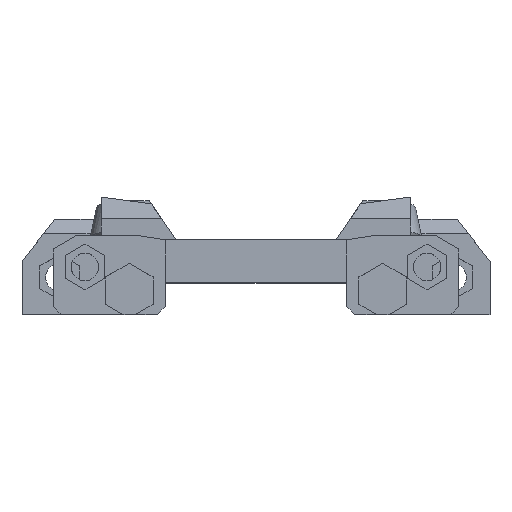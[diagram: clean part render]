
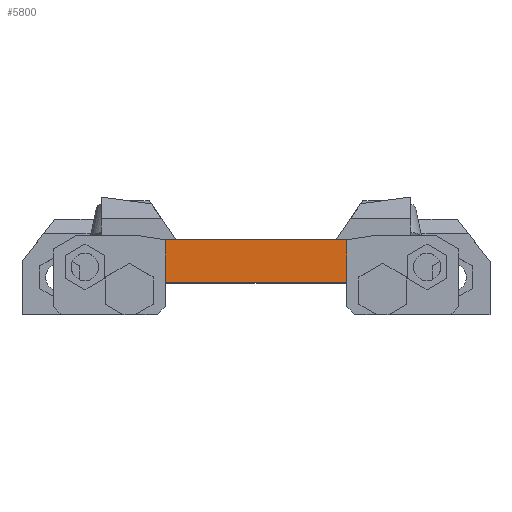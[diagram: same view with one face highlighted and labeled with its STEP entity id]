
A CAD part, top view. The second image highlights one B-rep face of the part: STEP entity #5800.
In plain terms, the highlighted planar face has unit normal (0, 0, 1).
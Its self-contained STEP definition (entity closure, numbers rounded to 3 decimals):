
#174 = PLANE('',#175);
#175 = AXIS2_PLACEMENT_3D('',#176,#177,#178);
#176 = CARTESIAN_POINT('',(0.007,14.242,
    31.166));
#177 = DIRECTION('',(0.,-1.,0.));
#178 = DIRECTION('',(1.,0.,0.));
#2005 = VERTEX_POINT('',#2006);
#2006 = CARTESIAN_POINT('',(11.38,14.242,
    58.657));
#2020 = PLANE('',#2021);
#2021 = AXIS2_PLACEMENT_3D('',#2022,#2023,#2024);
#2022 = CARTESIAN_POINT('',(11.38,16.942,
    52.738));
#2023 = DIRECTION('',(1.,0.,0.));
#2024 = DIRECTION('',(0.,-1.,0.));
#2032 = EDGE_CURVE('',#2005,#2033,#2035,.T.);
#2033 = VERTEX_POINT('',#2034);
#2034 = CARTESIAN_POINT('',(-11.512,14.242,
    58.657));
#2035 = SURFACE_CURVE('',#2036,(#2040,#2047),.PCURVE_S1.);
#2036 = LINE('',#2037,#2038);
#2037 = CARTESIAN_POINT('',(11.38,14.242,
    58.657));
#2038 = VECTOR('',#2039,1.);
#2039 = DIRECTION('',(-1.,0.,-0.));
#2040 = PCURVE('',#174,#2041);
#2041 = DEFINITIONAL_REPRESENTATION('',(#2042),#2046);
#2042 = LINE('',#2043,#2044);
#2043 = CARTESIAN_POINT('',(11.372,27.491));
#2044 = VECTOR('',#2045,1.);
#2045 = DIRECTION('',(-1.,0.));
#2046 = ( GEOMETRIC_REPRESENTATION_CONTEXT(2) 
PARAMETRIC_REPRESENTATION_CONTEXT() REPRESENTATION_CONTEXT('2D SPACE',''
  ) );
#2047 = PCURVE('',#2048,#2053);
#2048 = PLANE('',#2049);
#2049 = AXIS2_PLACEMENT_3D('',#2050,#2051,#2052);
#2050 = CARTESIAN_POINT('',(-0.066,16.942,
    58.657));
#2051 = DIRECTION('',(0.,0.,1.));
#2052 = DIRECTION('',(0.,-1.,0.));
#2053 = DEFINITIONAL_REPRESENTATION('',(#2054),#2058);
#2054 = LINE('',#2055,#2056);
#2055 = CARTESIAN_POINT('',(2.7,11.446));
#2056 = VECTOR('',#2057,1.);
#2057 = DIRECTION('',(0.,-1.));
#2058 = ( GEOMETRIC_REPRESENTATION_CONTEXT(2) 
PARAMETRIC_REPRESENTATION_CONTEXT() REPRESENTATION_CONTEXT('2D SPACE',''
  ) );
#2076 = PLANE('',#2077);
#2077 = AXIS2_PLACEMENT_3D('',#2078,#2079,#2080);
#2078 = CARTESIAN_POINT('',(-11.512,16.942,
    52.738));
#2079 = DIRECTION('',(-1.,0.,0.));
#2080 = DIRECTION('',(0.,0.,-1.));
#4036 = PLANE('',#4037);
#4037 = AXIS2_PLACEMENT_3D('',#4038,#4039,#4040);
#4038 = CARTESIAN_POINT('',(-0.064,19.642,
    33.856));
#4039 = DIRECTION('',(0.,1.,0.));
#4040 = DIRECTION('',(0.,0.,1.));
#5561 = EDGE_CURVE('',#2033,#5562,#5564,.T.);
#5562 = VERTEX_POINT('',#5563);
#5563 = CARTESIAN_POINT('',(-11.512,19.642,
    58.657));
#5564 = SURFACE_CURVE('',#5565,(#5569,#5576),.PCURVE_S1.);
#5565 = LINE('',#5566,#5567);
#5566 = CARTESIAN_POINT('',(-11.512,17.642,
    58.657));
#5567 = VECTOR('',#5568,1.);
#5568 = DIRECTION('',(0.,1.,0.));
#5569 = PCURVE('',#2076,#5570);
#5570 = DEFINITIONAL_REPRESENTATION('',(#5571),#5575);
#5571 = LINE('',#5572,#5573);
#5572 = CARTESIAN_POINT('',(-5.919,-0.7));
#5573 = VECTOR('',#5574,1.);
#5574 = DIRECTION('',(0.,-1.));
#5575 = ( GEOMETRIC_REPRESENTATION_CONTEXT(2) 
PARAMETRIC_REPRESENTATION_CONTEXT() REPRESENTATION_CONTEXT('2D SPACE',''
  ) );
#5576 = PCURVE('',#2048,#5577);
#5577 = DEFINITIONAL_REPRESENTATION('',(#5578),#5582);
#5578 = LINE('',#5579,#5580);
#5579 = CARTESIAN_POINT('',(-0.7,-11.446));
#5580 = VECTOR('',#5581,1.);
#5581 = DIRECTION('',(-1.,0.));
#5582 = ( GEOMETRIC_REPRESENTATION_CONTEXT(2) 
PARAMETRIC_REPRESENTATION_CONTEXT() REPRESENTATION_CONTEXT('2D SPACE',''
  ) );
#5800 = ADVANCED_FACE('',(#5801),#2048,.T.);
#5801 = FACE_BOUND('',#5802,.T.);
#5802 = EDGE_LOOP('',(#5803,#5804,#5827,#5848));
#5803 = ORIENTED_EDGE('',*,*,#2032,.F.);
#5804 = ORIENTED_EDGE('',*,*,#5805,.T.);
#5805 = EDGE_CURVE('',#2005,#5806,#5808,.T.);
#5806 = VERTEX_POINT('',#5807);
#5807 = CARTESIAN_POINT('',(11.38,19.642,
    58.657));
#5808 = SURFACE_CURVE('',#5809,(#5813,#5820),.PCURVE_S1.);
#5809 = LINE('',#5810,#5811);
#5810 = CARTESIAN_POINT('',(11.38,14.242,
    58.657));
#5811 = VECTOR('',#5812,1.);
#5812 = DIRECTION('',(0.,1.,0.));
#5813 = PCURVE('',#2048,#5814);
#5814 = DEFINITIONAL_REPRESENTATION('',(#5815),#5819);
#5815 = LINE('',#5816,#5817);
#5816 = CARTESIAN_POINT('',(2.7,11.446));
#5817 = VECTOR('',#5818,1.);
#5818 = DIRECTION('',(-1.,0.));
#5819 = ( GEOMETRIC_REPRESENTATION_CONTEXT(2) 
PARAMETRIC_REPRESENTATION_CONTEXT() REPRESENTATION_CONTEXT('2D SPACE',''
  ) );
#5820 = PCURVE('',#2020,#5821);
#5821 = DEFINITIONAL_REPRESENTATION('',(#5822),#5826);
#5822 = LINE('',#5823,#5824);
#5823 = CARTESIAN_POINT('',(2.7,-5.919));
#5824 = VECTOR('',#5825,1.);
#5825 = DIRECTION('',(-1.,0.));
#5826 = ( GEOMETRIC_REPRESENTATION_CONTEXT(2) 
PARAMETRIC_REPRESENTATION_CONTEXT() REPRESENTATION_CONTEXT('2D SPACE',''
  ) );
#5827 = ORIENTED_EDGE('',*,*,#5828,.F.);
#5828 = EDGE_CURVE('',#5562,#5806,#5829,.T.);
#5829 = SURFACE_CURVE('',#5830,(#5834,#5841),.PCURVE_S1.);
#5830 = LINE('',#5831,#5832);
#5831 = CARTESIAN_POINT('',(-11.512,19.642,
    58.657));
#5832 = VECTOR('',#5833,1.);
#5833 = DIRECTION('',(1.,0.,0.));
#5834 = PCURVE('',#2048,#5835);
#5835 = DEFINITIONAL_REPRESENTATION('',(#5836),#5840);
#5836 = LINE('',#5837,#5838);
#5837 = CARTESIAN_POINT('',(-2.7,-11.446));
#5838 = VECTOR('',#5839,1.);
#5839 = DIRECTION('',(0.,1.));
#5840 = ( GEOMETRIC_REPRESENTATION_CONTEXT(2) 
PARAMETRIC_REPRESENTATION_CONTEXT() REPRESENTATION_CONTEXT('2D SPACE',''
  ) );
#5841 = PCURVE('',#4036,#5842);
#5842 = DEFINITIONAL_REPRESENTATION('',(#5843),#5847);
#5843 = LINE('',#5844,#5845);
#5844 = CARTESIAN_POINT('',(24.8,-11.448));
#5845 = VECTOR('',#5846,1.);
#5846 = DIRECTION('',(0.,1.));
#5847 = ( GEOMETRIC_REPRESENTATION_CONTEXT(2) 
PARAMETRIC_REPRESENTATION_CONTEXT() REPRESENTATION_CONTEXT('2D SPACE',''
  ) );
#5848 = ORIENTED_EDGE('',*,*,#5561,.F.);
